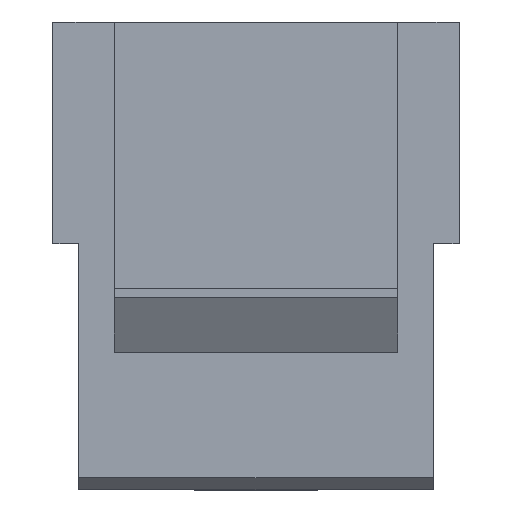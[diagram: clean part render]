
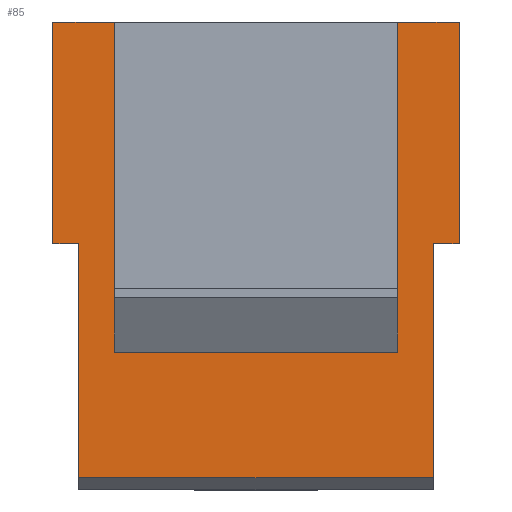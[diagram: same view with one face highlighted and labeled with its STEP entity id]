
A CAD part, front view. The second image highlights one B-rep face of the part: STEP entity #85.
In plain terms, the highlighted planar face has unit normal (0, -1, 0).
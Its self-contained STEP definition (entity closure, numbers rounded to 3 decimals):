
#85=ADVANCED_FACE('',(#176),#1548,.T.);
#176=FACE_OUTER_BOUND('',#267,.T.);
#267=EDGE_LOOP('',(#574,#575,#576,#577,#578,#579,#580,#581,#582,#583,#584,
#585));
#574=ORIENTED_EDGE('',*,*,#988,.T.);
#575=ORIENTED_EDGE('',*,*,#987,.T.);
#576=ORIENTED_EDGE('',*,*,#880,.T.);
#577=ORIENTED_EDGE('',*,*,#868,.T.);
#578=ORIENTED_EDGE('',*,*,#936,.F.);
#579=ORIENTED_EDGE('',*,*,#957,.T.);
#580=ORIENTED_EDGE('',*,*,#846,.T.);
#581=ORIENTED_EDGE('',*,*,#958,.F.);
#582=ORIENTED_EDGE('',*,*,#935,.F.);
#583=ORIENTED_EDGE('',*,*,#864,.F.);
#584=ORIENTED_EDGE('',*,*,#882,.T.);
#585=ORIENTED_EDGE('',*,*,#986,.F.);
#846=EDGE_CURVE('',#1356,#1357,#1095,.T.);
#864=EDGE_CURVE('',#1368,#1369,#1113,.T.);
#868=EDGE_CURVE('',#1372,#1373,#1117,.T.);
#880=EDGE_CURVE('',#1382,#1372,#1129,.T.);
#882=EDGE_CURVE('',#1368,#1376,#1131,.T.);
#935=EDGE_CURVE('',#1369,#1401,#1174,.T.);
#936=EDGE_CURVE('',#1400,#1373,#1175,.T.);
#957=EDGE_CURVE('',#1400,#1356,#1196,.T.);
#958=EDGE_CURVE('',#1401,#1357,#1197,.T.);
#986=EDGE_CURVE('',#1438,#1376,#1225,.T.);
#987=EDGE_CURVE('',#1439,#1382,#1226,.T.);
#988=EDGE_CURVE('',#1438,#1439,#1227,.T.);
#1095=B_SPLINE_CURVE_WITH_KNOTS('',1,(#2138,#2139),.UNSPECIFIED.,.F.,.F.,
(2,2),(0.,11.5),.UNSPECIFIED.);
#1113=B_SPLINE_CURVE_WITH_KNOTS('',1,(#2174,#2175),.UNSPECIFIED.,.F.,.F.,
(2,2),(0.,9.),.UNSPECIFIED.);
#1117=B_SPLINE_CURVE_WITH_KNOTS('',1,(#2182,#2183),.UNSPECIFIED.,.F.,.F.,
(2,2),(0.,9.),.UNSPECIFIED.);
#1129=B_SPLINE_CURVE_WITH_KNOTS('',1,(#2206,#2207),.UNSPECIFIED.,.F.,.F.,
(2,2),(-33.7,-32.7),.UNSPECIFIED.);
#1131=B_SPLINE_CURVE_WITH_KNOTS('',1,(#2210,#2211),.UNSPECIFIED.,.F.,.F.,
(2,2),(-49.2,-48.2),.UNSPECIFIED.);
#1174=B_SPLINE_CURVE_WITH_KNOTS('',1,(#2320,#2321),.UNSPECIFIED.,.F.,.F.,
(2,2),(-49.2,-46.7),.UNSPECIFIED.);
#1175=B_SPLINE_CURVE_WITH_KNOTS('',1,(#2322,#2323),.UNSPECIFIED.,.F.,.F.,
(2,2),(-35.2,-32.7),.UNSPECIFIED.);
#1196=B_SPLINE_CURVE_WITH_KNOTS('',1,(#2364,#2365),.UNSPECIFIED.,.F.,.F.,
(2,2),(9.596,12.297),.UNSPECIFIED.);
#1197=B_SPLINE_CURVE_WITH_KNOTS('',1,(#2366,#2367),.UNSPECIFIED.,.F.,.F.,
(2,2),(9.596,12.297),.UNSPECIFIED.);
#1225=B_SPLINE_CURVE_WITH_KNOTS('',1,(#2488,#2489),.UNSPECIFIED.,.F.,.F.,
(2,2),(-47.306,-37.806),.UNSPECIFIED.);
#1226=B_SPLINE_CURVE_WITH_KNOTS('',1,(#2490,#2491),.UNSPECIFIED.,.F.,.F.,
(2,2),(2.014,11.514),.UNSPECIFIED.);
#1227=B_SPLINE_CURVE_WITH_KNOTS('',1,(#2492,#2493),.UNSPECIFIED.,.F.,.F.,
(2,2),(0.,14.4),.UNSPECIFIED.);
#1356=VERTEX_POINT('',#1976);
#1357=VERTEX_POINT('',#1977);
#1368=VERTEX_POINT('',#1988);
#1369=VERTEX_POINT('',#1989);
#1372=VERTEX_POINT('',#1992);
#1373=VERTEX_POINT('',#1993);
#1376=VERTEX_POINT('',#1996);
#1382=VERTEX_POINT('',#2002);
#1400=VERTEX_POINT('',#2020);
#1401=VERTEX_POINT('',#2021);
#1438=VERTEX_POINT('',#2058);
#1439=VERTEX_POINT('',#2059);
#1548=PLANE('',#1650);
#1650=AXIS2_PLACEMENT_3D('',#1834,#1728,$);
#1728=DIRECTION('',(0.,-1.,0.));
#1834=CARTESIAN_POINT('',(379.,-322.9,0.6));
#1976=CARTESIAN_POINT('',(393.,-322.9,14.9));
#1977=CARTESIAN_POINT('',(381.5,-322.9,14.9));
#1988=CARTESIAN_POINT('',(379.,-322.9,10.1));
#1989=CARTESIAN_POINT('',(379.,-322.9,19.1));
#1992=CARTESIAN_POINT('',(395.5,-322.9,10.1));
#1993=CARTESIAN_POINT('',(395.5,-322.9,19.1));
#1996=CARTESIAN_POINT('',(380.05,-322.9,10.1));
#2002=CARTESIAN_POINT('',(394.45,-322.9,10.1));
#2020=CARTESIAN_POINT('',(393.,-322.9,19.1));
#2021=CARTESIAN_POINT('',(381.5,-322.9,19.1));
#2058=CARTESIAN_POINT('',(380.05,-322.9,0.6));
#2059=CARTESIAN_POINT('',(394.45,-322.9,0.6));
#2138=CARTESIAN_POINT('',(393.,-322.9,14.9));
#2139=CARTESIAN_POINT('',(381.5,-322.9,14.9));
#2174=CARTESIAN_POINT('',(379.,-322.9,10.1));
#2175=CARTESIAN_POINT('',(379.,-322.9,19.1));
#2182=CARTESIAN_POINT('',(395.5,-322.9,10.1));
#2183=CARTESIAN_POINT('',(395.5,-322.9,19.1));
#2206=CARTESIAN_POINT('',(394.45,-322.9,10.1));
#2207=CARTESIAN_POINT('',(395.5,-322.9,10.1));
#2210=CARTESIAN_POINT('',(379.,-322.9,10.1));
#2211=CARTESIAN_POINT('',(380.05,-322.9,10.1));
#2320=CARTESIAN_POINT('',(379.,-322.9,19.1));
#2321=CARTESIAN_POINT('',(381.5,-322.9,19.1));
#2322=CARTESIAN_POINT('',(393.,-322.9,19.1));
#2323=CARTESIAN_POINT('',(395.5,-322.9,19.1));
#2364=CARTESIAN_POINT('',(393.,-322.9,19.1));
#2365=CARTESIAN_POINT('',(393.,-322.9,14.9));
#2366=CARTESIAN_POINT('',(381.5,-322.9,19.1));
#2367=CARTESIAN_POINT('',(381.5,-322.9,14.9));
#2488=CARTESIAN_POINT('',(380.05,-322.9,0.6));
#2489=CARTESIAN_POINT('',(380.05,-322.9,10.1));
#2490=CARTESIAN_POINT('',(394.45,-322.9,0.6));
#2491=CARTESIAN_POINT('',(394.45,-322.9,10.1));
#2492=CARTESIAN_POINT('',(380.05,-322.9,0.6));
#2493=CARTESIAN_POINT('',(394.45,-322.9,0.6));
